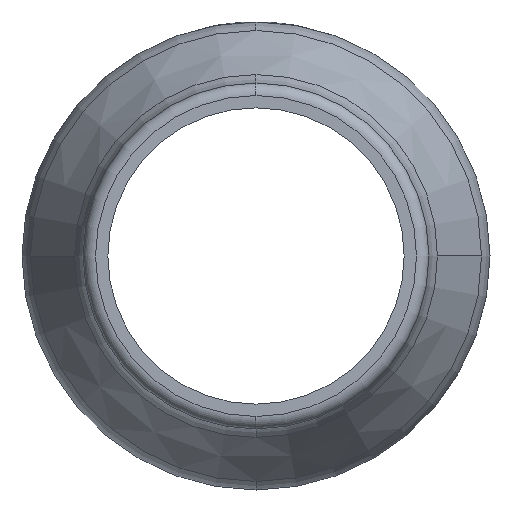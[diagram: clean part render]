
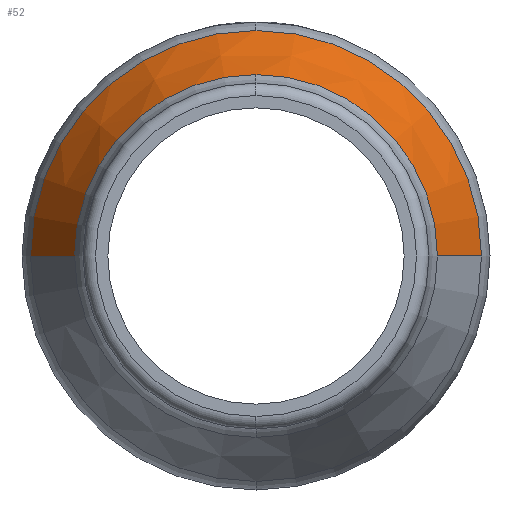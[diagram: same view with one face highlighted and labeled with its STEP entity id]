
A CAD part, left-side view. The second image highlights one B-rep face of the part: STEP entity #52.
In plain terms, the highlighted conical face has half-angle 27.794 degrees and reference radius 8.238 mm.
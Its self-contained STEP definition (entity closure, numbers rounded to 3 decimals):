
#52=ADVANCED_FACE('',(#111),#112,.T.);
#111=FACE_OUTER_BOUND('',#221,.T.);
#112=CONICAL_SURFACE('',#222,8.238,0.485);
#221=EDGE_LOOP('',(#367,#368,#369,#370,#371,#372));
#222=AXIS2_PLACEMENT_3D('',#373,#374,#375);
#367=ORIENTED_EDGE('',*,*,#757,.F.);
#368=ORIENTED_EDGE('',*,*,#758,.T.);
#369=ORIENTED_EDGE('',*,*,#759,.T.);
#370=ORIENTED_EDGE('',*,*,#760,.F.);
#371=ORIENTED_EDGE('',*,*,#761,.F.);
#372=ORIENTED_EDGE('',*,*,#754,.F.);
#373=CARTESIAN_POINT('',(-24.05,0.,0.0));
#374=DIRECTION('',(1.0,-0.0,-0.0));
#375=DIRECTION('',(0.0,1.0,0.0));
#754=EDGE_CURVE('',#905,#907,#908,.T.);
#757=EDGE_CURVE('',#911,#905,#912,.T.);
#758=EDGE_CURVE('',#911,#913,#914,.T.);
#759=EDGE_CURVE('',#913,#915,#916,.T.);
#760=EDGE_CURVE('',#917,#915,#918,.T.);
#761=EDGE_CURVE('',#907,#917,#919,.T.);
#905=VERTEX_POINT('',#1195);
#907=VERTEX_POINT('',#1197);
#908=CIRCLE('',#1198,9.129);
#911=VERTEX_POINT('',#1201);
#912=LINE('',#1202,#1203);
#913=VERTEX_POINT('',#1204);
#914=CIRCLE('',#1205,7.346);
#915=VERTEX_POINT('',#1206);
#916=CIRCLE('',#1207,7.346);
#917=VERTEX_POINT('',#1208);
#918=LINE('',#1209,#1210);
#919=CIRCLE('',#1211,9.129);
#1195=CARTESIAN_POINT('',(-22.359,9.129,0.0));
#1197=CARTESIAN_POINT('',(-22.359,0.,9.129));
#1198=AXIS2_PLACEMENT_3D('',#1469,#1470,#1471);
#1201=CARTESIAN_POINT('',(-25.741,7.346,0.0));
#1202=CARTESIAN_POINT('',(-24.05,8.238,0.));
#1203=VECTOR('',#1478,1.0);
#1204=CARTESIAN_POINT('',(-25.741,0.,7.346));
#1205=AXIS2_PLACEMENT_3D('',#1479,#1480,#1481);
#1206=CARTESIAN_POINT('',(-25.741,-7.346,0.));
#1207=AXIS2_PLACEMENT_3D('',#1482,#1483,#1484);
#1208=CARTESIAN_POINT('',(-22.359,-9.129,0.));
#1209=CARTESIAN_POINT('',(-24.05,-8.238,0.));
#1210=VECTOR('',#1485,1.0);
#1211=AXIS2_PLACEMENT_3D('',#1486,#1487,#1488);
#1469=CARTESIAN_POINT('',(-22.359,0.,0.0));
#1470=DIRECTION('',(1.0,0.0,0.0));
#1471=DIRECTION('',(0.0,1.0,0.0));
#1478=DIRECTION('',(0.885,0.466,0.));
#1479=CARTESIAN_POINT('',(-25.741,0.,0.0));
#1480=DIRECTION('',(1.0,0.0,0.0));
#1481=DIRECTION('',(0.0,1.0,0.0));
#1482=CARTESIAN_POINT('',(-25.741,0.,0.0));
#1483=DIRECTION('',(1.0,0.0,0.0));
#1484=DIRECTION('',(0.0,1.0,0.0));
#1485=DIRECTION('',(-0.885,0.466,0.));
#1486=CARTESIAN_POINT('',(-22.359,0.,0.0));
#1487=DIRECTION('',(1.0,0.0,0.0));
#1488=DIRECTION('',(0.0,1.0,0.0));
